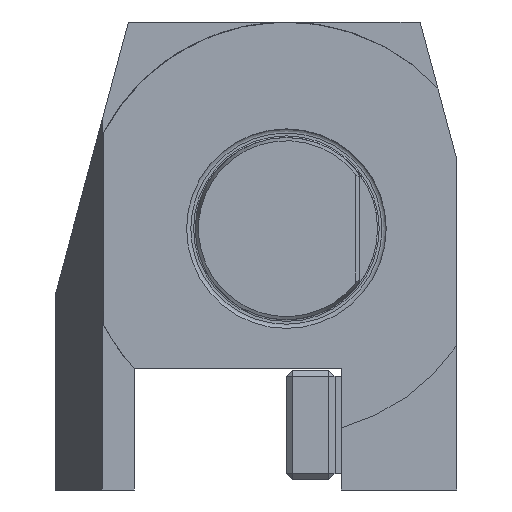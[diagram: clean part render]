
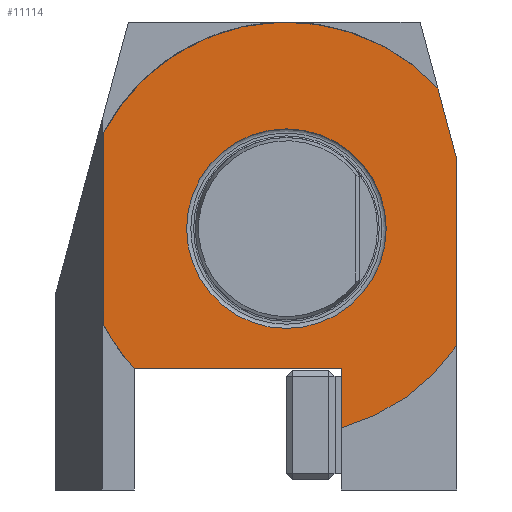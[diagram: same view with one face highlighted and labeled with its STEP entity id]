
A CAD part, front view. The second image highlights one B-rep face of the part: STEP entity #11114.
In plain terms, the highlighted planar face has unit normal (0, -1, 0).
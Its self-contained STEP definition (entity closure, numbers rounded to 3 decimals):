
#179 = LINE ( 'NONE', #13161, #3761 ) ;
#262 = CARTESIAN_POINT ( 'NONE',  ( 28., 0., -19.287 ) ) ;
#556 = DIRECTION ( 'NONE',  ( 1., 0., 0. ) ) ;
#1355 = FACE_OUTER_BOUND ( 'NONE', #10575, .T. ) ;
#1455 = CIRCLE ( 'NONE', #11803, 34. ) ;
#1574 = CARTESIAN_POINT ( 'NONE',  ( -30.073, 0., -15.863 ) ) ;
#1795 = DIRECTION ( 'NONE',  ( 0., 0., 1. ) ) ;
#2177 = VERTEX_POINT ( 'NONE', #2341 ) ;
#2341 = CARTESIAN_POINT ( 'NONE',  ( -25., 0., -23.043 ) ) ;
#2443 = VERTEX_POINT ( 'NONE', #3490 ) ;
#2500 = CIRCLE ( 'NONE', #13091, 34. ) ;
#2522 = EDGE_CURVE ( 'NONE', #2443, #2625, #10311, .T. ) ;
#2625 = VERTEX_POINT ( 'NONE', #11973 ) ;
#2649 = CARTESIAN_POINT ( 'NONE',  ( -25., 0., 0. ) ) ;
#2900 = LINE ( 'NONE', #11893, #3009 ) ;
#3009 = VECTOR ( 'NONE', #7825, 1000. ) ;
#3185 = AXIS2_PLACEMENT_3D ( 'NONE', #3675, #8756, #13806 ) ;
#3490 = CARTESIAN_POINT ( 'NONE',  ( 9., 0., -23. ) ) ;
#3675 = CARTESIAN_POINT ( 'NONE',  ( -16.55, 0., 0. ) ) ;
#3761 = VECTOR ( 'NONE', #1795, 1000. ) ;
#3827 = CARTESIAN_POINT ( 'NONE',  ( 16.419, 0., 0. ) ) ;
#4292 = LINE ( 'NONE', #2649, #14873 ) ;
#4555 = EDGE_CURVE ( 'NONE', #5418, #14063, #7709, .T. ) ;
#4623 = AXIS2_PLACEMENT_3D ( 'NONE', #8040, #14014, #7708 ) ;
#4753 = VECTOR ( 'NONE', #14015, 1000. ) ;
#4919 = EDGE_LOOP ( 'NONE', ( #9451 ) ) ;
#5190 = ORIENTED_EDGE ( 'NONE', *, *, #12903, .T. ) ;
#5364 = ORIENTED_EDGE ( 'NONE', *, *, #11013, .T. ) ;
#5418 = VERTEX_POINT ( 'NONE', #9231 ) ;
#5474 = DIRECTION ( 'NONE',  ( 0., 0., 1. ) ) ;
#5620 = ORIENTED_EDGE ( 'NONE', *, *, #4555, .T. ) ;
#5801 = CARTESIAN_POINT ( 'NONE',  ( 0., 0., 0. ) ) ;
#5809 = CARTESIAN_POINT ( 'NONE',  ( 28., 0., 11.608 ) ) ;
#6304 = CARTESIAN_POINT ( 'NONE',  ( 0., 0., 0. ) ) ;
#6327 = DIRECTION ( 'NONE',  ( 0., 0., -1. ) ) ;
#6338 = ORIENTED_EDGE ( 'NONE', *, *, #14897, .F. ) ;
#6431 = FACE_BOUND ( 'NONE', #4919, .T. ) ;
#7155 = DIRECTION ( 'NONE',  ( -1., 0., 0. ) ) ;
#7708 = DIRECTION ( 'NONE',  ( -1., 0., 0. ) ) ;
#7709 = LINE ( 'NONE', #10226, #4753 ) ;
#7729 = EDGE_CURVE ( 'NONE', #2177, #14063, #2500, .T. ) ;
#7825 = DIRECTION ( 'NONE',  ( -0.259, 0., 0.966 ) ) ;
#7836 = AXIS2_PLACEMENT_3D ( 'NONE', #5801, #11957, #556 ) ;
#8040 = CARTESIAN_POINT ( 'NONE',  ( 0., 0., 0. ) ) ;
#8518 = VERTEX_POINT ( 'NONE', #262 ) ;
#8629 = ORIENTED_EDGE ( 'NONE', *, *, #14005, .T. ) ;
#8756 = DIRECTION ( 'NONE',  ( 0., -1., 0. ) ) ;
#8891 = VERTEX_POINT ( 'NONE', #13501 ) ;
#9231 = CARTESIAN_POINT ( 'NONE',  ( -30.073, 0., 15.863 ) ) ;
#9247 = ORIENTED_EDGE ( 'NONE', *, *, #7729, .F. ) ;
#9451 = ORIENTED_EDGE ( 'NONE', *, *, #14955, .F. ) ;
#9500 = CARTESIAN_POINT ( 'NONE',  ( 0., 0., 0. ) ) ;
#9815 = VERTEX_POINT ( 'NONE', #3827 ) ;
#9850 = CARTESIAN_POINT ( 'NONE',  ( 24.91, 0., 23.141 ) ) ;
#9945 = CIRCLE ( 'NONE', #4623, 34. ) ;
#10226 = CARTESIAN_POINT ( 'NONE',  ( -30.073, 0., 34. ) ) ;
#10257 = PLANE ( 'NONE',  #3185 ) ;
#10311 = LINE ( 'NONE', #15377, #10390 ) ;
#10390 = VECTOR ( 'NONE', #6327, 1000. ) ;
#10575 = EDGE_LOOP ( 'NONE', ( #5620, #9247, #15040, #5364, #15568, #15854, #5190, #8629, #6338 ) ) ;
#11013 = EDGE_CURVE ( 'NONE', #8891, #2443, #13568, .T. ) ;
#11114 = ADVANCED_FACE ( 'Defeature completata2_6', ( #1355, #6431 ), #10257, .T. ) ;
#11299 = EDGE_CURVE ( 'NONE', #2177, #8891, #4292, .T. ) ;
#11803 = AXIS2_PLACEMENT_3D ( 'NONE', #6304, #13848, #13611 ) ;
#11893 = CARTESIAN_POINT ( 'NONE',  ( 27.918, 0., 11.915 ) ) ;
#11957 = DIRECTION ( 'NONE',  ( 0., -1., 0. ) ) ;
#11973 = CARTESIAN_POINT ( 'NONE',  ( 9., 0., -32.787 ) ) ;
#12739 = VECTOR ( 'NONE', #16076, 1000. ) ;
#12903 = EDGE_CURVE ( 'NONE', #8518, #13510, #179, .T. ) ;
#13091 = AXIS2_PLACEMENT_3D ( 'NONE', #9500, #15721, #7155 ) ;
#13161 = CARTESIAN_POINT ( 'NONE',  ( 28., 0., 0. ) ) ;
#13501 = CARTESIAN_POINT ( 'NONE',  ( -25., 0., -23. ) ) ;
#13510 = VERTEX_POINT ( 'NONE', #5809 ) ;
#13568 = LINE ( 'NONE', #14899, #12739 ) ;
#13611 = DIRECTION ( 'NONE',  ( -1., 0., 0. ) ) ;
#13806 = DIRECTION ( 'NONE',  ( 1., 0., 0. ) ) ;
#13848 = DIRECTION ( 'NONE',  ( 0., 1., 0. ) ) ;
#14005 = EDGE_CURVE ( 'NONE', #13510, #15831, #2900, .T. ) ;
#14014 = DIRECTION ( 'NONE',  ( 0., 1., 0. ) ) ;
#14015 = DIRECTION ( 'NONE',  ( 0., 0., -1. ) ) ;
#14063 = VERTEX_POINT ( 'NONE', #1574 ) ;
#14780 = EDGE_CURVE ( 'NONE', #8518, #2625, #1455, .T. ) ;
#14873 = VECTOR ( 'NONE', #5474, 1000. ) ;
#14897 = EDGE_CURVE ( 'NONE', #5418, #15831, #9945, .T. ) ;
#14899 = CARTESIAN_POINT ( 'NONE',  ( -16.55, 0., -23. ) ) ;
#14955 = EDGE_CURVE ( 'NONE', #9815, #9815, #16058, .T. ) ;
#15040 = ORIENTED_EDGE ( 'NONE', *, *, #11299, .T. ) ;
#15377 = CARTESIAN_POINT ( 'NONE',  ( 9., 0., 0. ) ) ;
#15568 = ORIENTED_EDGE ( 'NONE', *, *, #2522, .T. ) ;
#15721 = DIRECTION ( 'NONE',  ( 0., 1., 0. ) ) ;
#15831 = VERTEX_POINT ( 'NONE', #9850 ) ;
#15854 = ORIENTED_EDGE ( 'NONE', *, *, #14780, .F. ) ;
#16058 = CIRCLE ( 'NONE', #7836, 16.419 ) ;
#16076 = DIRECTION ( 'NONE',  ( 1., 0., 0. ) ) ;
